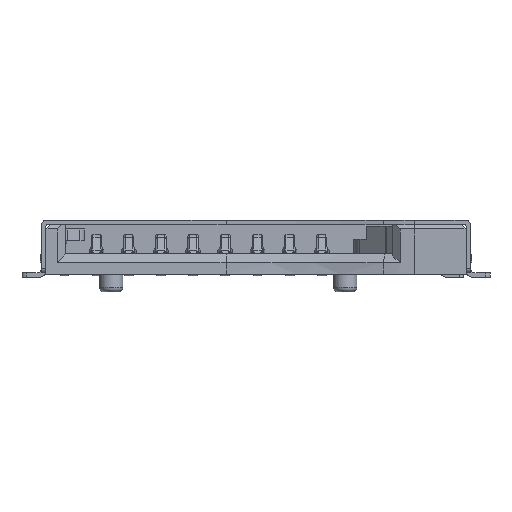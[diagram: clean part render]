
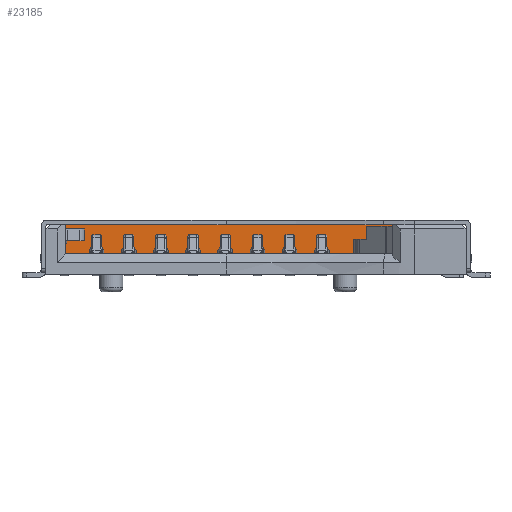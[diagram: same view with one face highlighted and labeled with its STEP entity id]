
A CAD part, front view. The second image highlights one B-rep face of the part: STEP entity #23185.
In plain terms, the highlighted planar face has unit normal (0, -1, 0).
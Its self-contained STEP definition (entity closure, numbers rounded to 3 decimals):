
#1923=FACE_OUTER_BOUND('',#3170,.T.);
#3170=EDGE_LOOP('',(#17046,#17047,#17048,#17049,#17050,#17051,#17052,#17053,
#17054));
#4974=LINE('',#37661,#7391);
#4978=LINE('',#37669,#7395);
#5040=LINE('',#37925,#7457);
#5041=LINE('',#37926,#7458);
#5042=LINE('',#37928,#7459);
#5043=LINE('',#37930,#7460);
#5044=LINE('',#37932,#7461);
#5045=LINE('',#37933,#7462);
#5046=LINE('',#37934,#7463);
#7391=VECTOR('',#27930,1.);
#7395=VECTOR('',#27934,1.);
#7457=VECTOR('',#28002,1.);
#7458=VECTOR('',#28003,1.);
#7459=VECTOR('',#28004,1.);
#7460=VECTOR('',#28005,1.);
#7461=VECTOR('',#28006,1.);
#7462=VECTOR('',#28007,1.);
#7463=VECTOR('',#28008,1.);
#9772=VERTEX_POINT('',#37658);
#9773=VERTEX_POINT('',#37660);
#9776=VERTEX_POINT('',#37666);
#9777=VERTEX_POINT('',#37668);
#9846=VERTEX_POINT('',#37923);
#9847=VERTEX_POINT('',#37924);
#9848=VERTEX_POINT('',#37927);
#9849=VERTEX_POINT('',#37929);
#9850=VERTEX_POINT('',#37931);
#12380=EDGE_CURVE('',#9772,#9773,#4974,.T.);
#12384=EDGE_CURVE('',#9776,#9777,#4978,.T.);
#12456=EDGE_CURVE('',#9846,#9847,#5040,.T.);
#12457=EDGE_CURVE('',#9846,#9773,#5041,.T.);
#12458=EDGE_CURVE('',#9848,#9772,#5042,.T.);
#12459=EDGE_CURVE('',#9848,#9849,#5043,.T.);
#12460=EDGE_CURVE('',#9849,#9850,#5044,.T.);
#12461=EDGE_CURVE('',#9850,#9777,#5045,.T.);
#12462=EDGE_CURVE('',#9847,#9776,#5046,.T.);
#17046=ORIENTED_EDGE('',*,*,#12456,.F.);
#17047=ORIENTED_EDGE('',*,*,#12457,.T.);
#17048=ORIENTED_EDGE('',*,*,#12380,.F.);
#17049=ORIENTED_EDGE('',*,*,#12458,.F.);
#17050=ORIENTED_EDGE('',*,*,#12459,.T.);
#17051=ORIENTED_EDGE('',*,*,#12460,.T.);
#17052=ORIENTED_EDGE('',*,*,#12461,.T.);
#17053=ORIENTED_EDGE('',*,*,#12384,.F.);
#17054=ORIENTED_EDGE('',*,*,#12462,.F.);
#20935=PLANE('',#24674);
#23185=ADVANCED_FACE('',(#1923),#20935,.T.);
#24674=AXIS2_PLACEMENT_3D('',#37922,#28000,#28001);
#27930=DIRECTION('',(-1.,0.,0.));
#27934=DIRECTION('',(-1.,0.,0.));
#28000=DIRECTION('center_axis',(0.,-1.,0.));
#28001=DIRECTION('ref_axis',(1.,0.,0.));
#28002=DIRECTION('',(-1.,0.,0.));
#28003=DIRECTION('',(0.,0.,-1.));
#28004=DIRECTION('',(0.,0.,-1.));
#28005=DIRECTION('',(-1.,0.,0.));
#28006=DIRECTION('',(-0.707,0.,-0.707));
#28007=DIRECTION('',(0.,0.,-1.));
#28008=DIRECTION('',(0.,0.,-1.));
#37658=CARTESIAN_POINT('',(5.28,3.904,0.7));
#37660=CARTESIAN_POINT('',(3.8,3.904,0.7));
#37661=CARTESIAN_POINT('',(-0.95,3.904,0.7));
#37666=CARTESIAN_POINT('',(3.4,3.904,0.7));
#37668=CARTESIAN_POINT('',(-7.18,3.904,0.7));
#37669=CARTESIAN_POINT('',(-0.95,3.904,0.7));
#37922=CARTESIAN_POINT('Origin',(-0.95,3.904,1.7));
#37923=CARTESIAN_POINT('',(3.8,3.904,1.2));
#37924=CARTESIAN_POINT('',(3.4,3.904,1.2));
#37925=CARTESIAN_POINT('',(-0.95,3.904,1.2));
#37926=CARTESIAN_POINT('',(3.8,3.904,1.2));
#37927=CARTESIAN_POINT('',(5.28,3.904,1.7));
#37928=CARTESIAN_POINT('',(5.28,3.904,1.7));
#37929=CARTESIAN_POINT('',(-7.03,3.904,1.7));
#37930=CARTESIAN_POINT('',(-0.95,3.904,1.7));
#37931=CARTESIAN_POINT('',(-7.18,3.904,1.55));
#37932=CARTESIAN_POINT('',(-3.99,3.904,4.74));
#37933=CARTESIAN_POINT('',(-7.18,3.904,1.7));
#37934=CARTESIAN_POINT('',(3.4,3.904,1.2));
